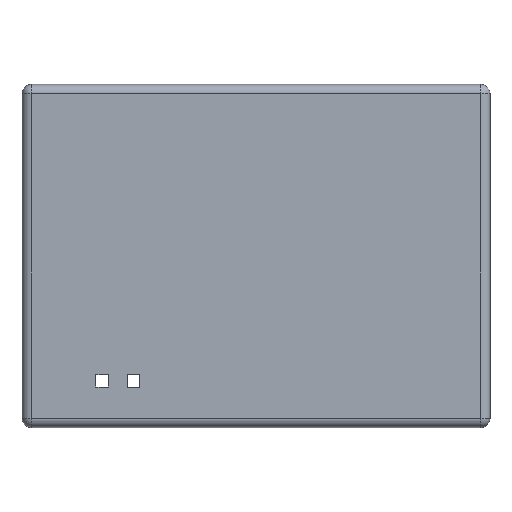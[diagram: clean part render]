
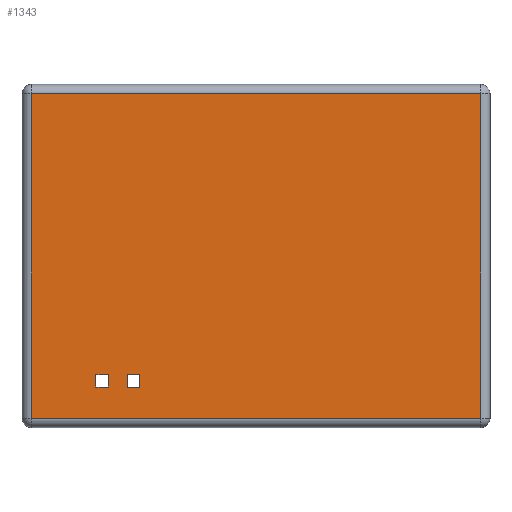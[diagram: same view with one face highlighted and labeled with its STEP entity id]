
A CAD part, top view. The second image highlights one B-rep face of the part: STEP entity #1343.
In plain terms, the highlighted planar face has unit normal (0, 0, 1).
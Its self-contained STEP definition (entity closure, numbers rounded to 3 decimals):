
#912 = VERTEX_POINT('',#913);
#913 = CARTESIAN_POINT('',(-1.,1.,13.6));
#920 = EDGE_CURVE('',#912,#921,#923,.T.);
#921 = VERTEX_POINT('',#922);
#922 = CARTESIAN_POINT('',(-1.,-51.,13.6));
#923 = LINE('',#924,#925);
#924 = CARTESIAN_POINT('',(-1.,1.,13.6));
#925 = VECTOR('',#926,1.);
#926 = DIRECTION('',(0.,-1.,0.));
#979 = VERTEX_POINT('',#980);
#980 = CARTESIAN_POINT('',(71.,1.,13.6));
#987 = EDGE_CURVE('',#979,#912,#988,.T.);
#988 = LINE('',#989,#990);
#989 = CARTESIAN_POINT('',(71.,1.,13.6));
#990 = VECTOR('',#991,1.);
#991 = DIRECTION('',(-1.,0.,0.));
#1004 = EDGE_CURVE('',#921,#1005,#1007,.T.);
#1005 = VERTEX_POINT('',#1006);
#1006 = CARTESIAN_POINT('',(71.,-51.,13.6));
#1007 = LINE('',#1008,#1009);
#1008 = CARTESIAN_POINT('',(-1.,-51.,13.6));
#1009 = VECTOR('',#1010,1.);
#1010 = DIRECTION('',(1.,0.,0.));
#1063 = EDGE_CURVE('',#1005,#979,#1064,.T.);
#1064 = LINE('',#1065,#1066);
#1065 = CARTESIAN_POINT('',(71.,-51.,13.6));
#1066 = VECTOR('',#1067,1.);
#1067 = DIRECTION('',(0.,1.,0.));
#1343 = ADVANCED_FACE('',(#1344,#1350,#1384),#1418,.T.);
#1344 = FACE_BOUND('',#1345,.T.);
#1345 = EDGE_LOOP('',(#1346,#1347,#1348,#1349));
#1346 = ORIENTED_EDGE('',*,*,#987,.T.);
#1347 = ORIENTED_EDGE('',*,*,#920,.T.);
#1348 = ORIENTED_EDGE('',*,*,#1004,.T.);
#1349 = ORIENTED_EDGE('',*,*,#1063,.T.);
#1350 = FACE_BOUND('',#1351,.T.);
#1351 = EDGE_LOOP('',(#1352,#1362,#1370,#1378));
#1352 = ORIENTED_EDGE('',*,*,#1353,.F.);
#1353 = EDGE_CURVE('',#1354,#1356,#1358,.T.);
#1354 = VERTEX_POINT('',#1355);
#1355 = CARTESIAN_POINT('',(11.343,-44.,13.6));
#1356 = VERTEX_POINT('',#1357);
#1357 = CARTESIAN_POINT('',(9.343,-44.,13.6));
#1358 = LINE('',#1359,#1360);
#1359 = CARTESIAN_POINT('',(22.171,-44.,13.6));
#1360 = VECTOR('',#1361,1.);
#1361 = DIRECTION('',(-1.,0.,0.));
#1362 = ORIENTED_EDGE('',*,*,#1363,.F.);
#1363 = EDGE_CURVE('',#1364,#1354,#1366,.T.);
#1364 = VERTEX_POINT('',#1365);
#1365 = CARTESIAN_POINT('',(11.343,-46.,13.6));
#1366 = LINE('',#1367,#1368);
#1367 = CARTESIAN_POINT('',(11.343,-34.5,13.6));
#1368 = VECTOR('',#1369,1.);
#1369 = DIRECTION('',(0.,1.,0.));
#1370 = ORIENTED_EDGE('',*,*,#1371,.F.);
#1371 = EDGE_CURVE('',#1372,#1364,#1374,.T.);
#1372 = VERTEX_POINT('',#1373);
#1373 = CARTESIAN_POINT('',(9.343,-46.,13.6));
#1374 = LINE('',#1375,#1376);
#1375 = CARTESIAN_POINT('',(23.171,-46.,13.6));
#1376 = VECTOR('',#1377,1.);
#1377 = DIRECTION('',(1.,0.,0.));
#1378 = ORIENTED_EDGE('',*,*,#1379,.F.);
#1379 = EDGE_CURVE('',#1356,#1372,#1380,.T.);
#1380 = LINE('',#1381,#1382);
#1381 = CARTESIAN_POINT('',(9.343,-35.5,13.6));
#1382 = VECTOR('',#1383,1.);
#1383 = DIRECTION('',(0.,-1.,0.));
#1384 = FACE_BOUND('',#1385,.T.);
#1385 = EDGE_LOOP('',(#1386,#1396,#1404,#1412));
#1386 = ORIENTED_EDGE('',*,*,#1387,.T.);
#1387 = EDGE_CURVE('',#1388,#1390,#1392,.T.);
#1388 = VERTEX_POINT('',#1389);
#1389 = CARTESIAN_POINT('',(16.35,-46.,13.6));
#1390 = VERTEX_POINT('',#1391);
#1391 = CARTESIAN_POINT('',(14.35,-46.,13.6));
#1392 = LINE('',#1393,#1394);
#1393 = CARTESIAN_POINT('',(24.675,-46.,13.6));
#1394 = VECTOR('',#1395,1.);
#1395 = DIRECTION('',(-1.,0.,0.));
#1396 = ORIENTED_EDGE('',*,*,#1397,.T.);
#1397 = EDGE_CURVE('',#1390,#1398,#1400,.T.);
#1398 = VERTEX_POINT('',#1399);
#1399 = CARTESIAN_POINT('',(14.35,-44.,13.6));
#1400 = LINE('',#1401,#1402);
#1401 = CARTESIAN_POINT('',(14.35,-34.5,13.6));
#1402 = VECTOR('',#1403,1.);
#1403 = DIRECTION('',(0.,1.,0.));
#1404 = ORIENTED_EDGE('',*,*,#1405,.T.);
#1405 = EDGE_CURVE('',#1398,#1406,#1408,.T.);
#1406 = VERTEX_POINT('',#1407);
#1407 = CARTESIAN_POINT('',(16.35,-44.,13.6));
#1408 = LINE('',#1409,#1410);
#1409 = CARTESIAN_POINT('',(25.675,-44.,13.6));
#1410 = VECTOR('',#1411,1.);
#1411 = DIRECTION('',(1.,0.,0.));
#1412 = ORIENTED_EDGE('',*,*,#1413,.T.);
#1413 = EDGE_CURVE('',#1406,#1388,#1414,.T.);
#1414 = LINE('',#1415,#1416);
#1415 = CARTESIAN_POINT('',(16.35,-35.5,13.6));
#1416 = VECTOR('',#1417,1.);
#1417 = DIRECTION('',(0.,-1.,0.));
#1418 = PLANE('',#1419);
#1419 = AXIS2_PLACEMENT_3D('',#1420,#1421,#1422);
#1420 = CARTESIAN_POINT('',(35.,-25.,13.6));
#1421 = DIRECTION('',(0.,0.,1.));
#1422 = DIRECTION('',(1.,0.,0.));
